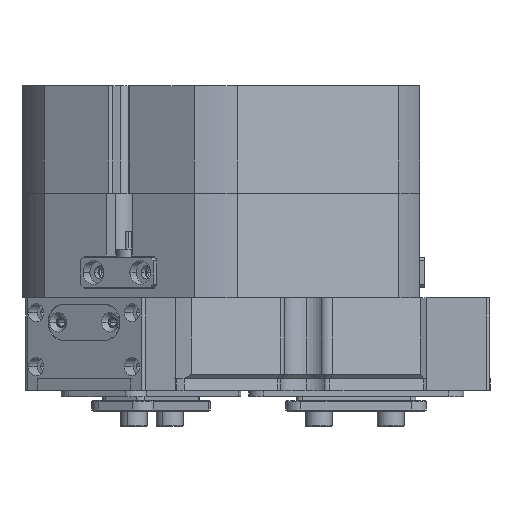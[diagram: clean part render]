
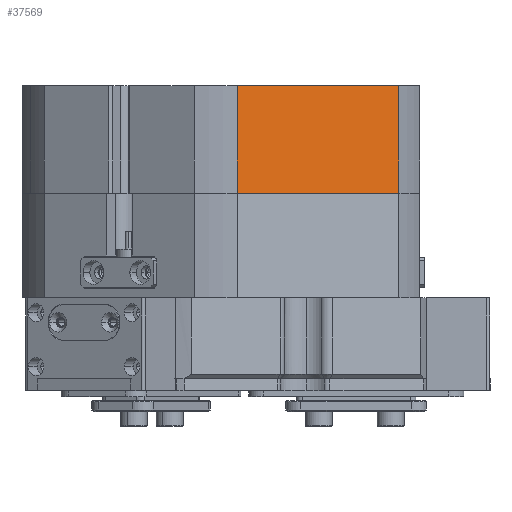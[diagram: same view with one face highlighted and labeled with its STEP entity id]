
A CAD part, front view. The second image highlights one B-rep face of the part: STEP entity #37569.
In plain terms, the highlighted face is planar.
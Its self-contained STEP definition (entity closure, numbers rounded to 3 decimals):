
#1268 = CARTESIAN_POINT ( 'NONE',  ( 40.246, 66., 0. ) ) ;
#1984 = VERTEX_POINT ( 'NONE', #54306 ) ;
#3115 = LINE ( 'NONE', #1268, #16461 ) ;
#4134 = VECTOR ( 'NONE', #13828, 1000. ) ;
#4209 = EDGE_CURVE ( 'NONE', #1984, #27202, #3115, .T. ) ;
#6246 = DIRECTION ( 'NONE',  ( -1., 0., 0. ) ) ;
#6333 = CARTESIAN_POINT ( 'NONE',  ( 31.193, 66., 36. ) ) ;
#6644 = ORIENTED_EDGE ( 'NONE', *, *, #20952, .T. ) ;
#9219 = EDGE_CURVE ( 'NONE', #49082, #46255, #26371, .T. ) ;
#13828 = DIRECTION ( 'NONE',  ( -1., 0., 0. ) ) ;
#14754 = VECTOR ( 'NONE', #39603, 1000. ) ;
#16461 = VECTOR ( 'NONE', #6246, 1000. ) ;
#16626 = CARTESIAN_POINT ( 'NONE',  ( 40.246, 66., 36.001 ) ) ;
#16703 = ORIENTED_EDGE ( 'NONE', *, *, #4209, .T. ) ;
#17340 = CARTESIAN_POINT ( 'NONE',  ( -31.193, 66., 36. ) ) ;
#20952 = EDGE_CURVE ( 'NONE', #27202, #46255, #34825, .T. ) ;
#22202 = DIRECTION ( 'NONE',  ( 0., 0., -1. ) ) ;
#24030 = ORIENTED_EDGE ( 'NONE', *, *, #48836, .T. ) ;
#26046 = AXIS2_PLACEMENT_3D ( 'NONE', #16626, #26958, #22202 ) ;
#26371 = LINE ( 'NONE', #42510, #4134 ) ;
#26958 = DIRECTION ( 'NONE',  ( 0., -1., 0. ) ) ;
#27202 = VERTEX_POINT ( 'NONE', #41137 ) ;
#30051 = DIRECTION ( 'NONE',  ( 0., 0., 1. ) ) ;
#34825 = LINE ( 'NONE', #53970, #38619 ) ;
#37569 = ADVANCED_FACE ( 'NONE', ( #61159 ), #59834, .F. ) ;
#38619 = VECTOR ( 'NONE', #30051, 1000. ) ;
#39603 = DIRECTION ( 'NONE',  ( 0., 0., -1. ) ) ;
#40805 = CARTESIAN_POINT ( 'NONE',  ( 31.193, 66., 36. ) ) ;
#41137 = CARTESIAN_POINT ( 'NONE',  ( -31.193, 66., 0. ) ) ;
#42115 = ORIENTED_EDGE ( 'NONE', *, *, #9219, .F. ) ;
#42510 = CARTESIAN_POINT ( 'NONE',  ( 40.246, 66., 36. ) ) ;
#46255 = VERTEX_POINT ( 'NONE', #17340 ) ;
#48836 = EDGE_CURVE ( 'NONE', #49082, #1984, #53393, .T. ) ;
#49082 = VERTEX_POINT ( 'NONE', #40805 ) ;
#53393 = LINE ( 'NONE', #6333, #14754 ) ;
#53970 = CARTESIAN_POINT ( 'NONE',  ( -31.193, 66., 36. ) ) ;
#54306 = CARTESIAN_POINT ( 'NONE',  ( 31.193, 66., 0. ) ) ;
#55531 = EDGE_LOOP ( 'NONE', ( #6644, #42115, #24030, #16703 ) ) ;
#59834 = PLANE ( 'NONE',  #26046 ) ;
#61159 = FACE_OUTER_BOUND ( 'NONE', #55531, .T. ) ;
